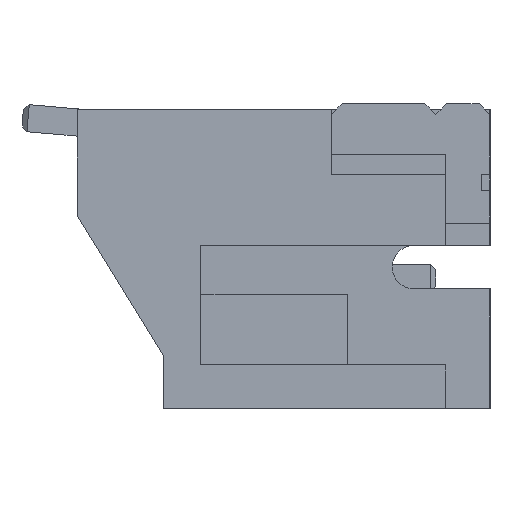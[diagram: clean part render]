
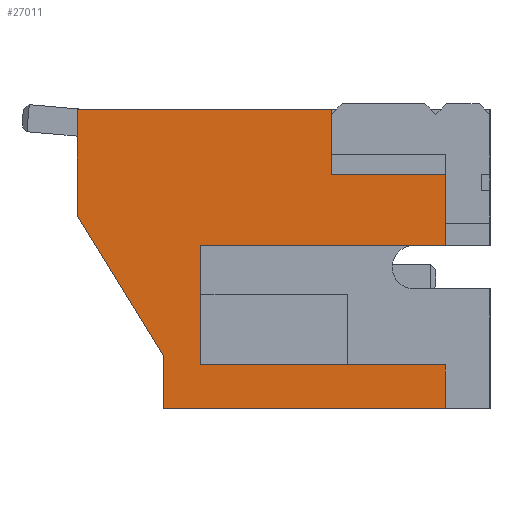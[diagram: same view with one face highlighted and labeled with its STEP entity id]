
A CAD part, left-side view. The second image highlights one B-rep face of the part: STEP entity #27011.
In plain terms, the highlighted planar face has unit normal (-1, 0, 0).
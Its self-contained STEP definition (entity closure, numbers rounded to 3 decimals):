
#16 = ORIENTED_EDGE ( 'NONE', *, *, #30346, .T. ) ;
#284 = CARTESIAN_POINT ( 'NONE',  ( -0.75, 4.81, 3.86 ) ) ;
#604 = VECTOR ( 'NONE', #7197, 1000. ) ;
#637 = CARTESIAN_POINT ( 'NONE',  ( -0.75, 5.61, 4.54 ) ) ;
#807 = LINE ( 'NONE', #637, #9248 ) ;
#1472 = ORIENTED_EDGE ( 'NONE', *, *, #32645, .T. ) ;
#2786 = LINE ( 'NONE', #8212, #8984 ) ;
#2992 = CARTESIAN_POINT ( 'NONE',  ( -0.75, 4.81, -0.64 ) ) ;
#3196 = LINE ( 'NONE', #13140, #30922 ) ;
#3389 = DIRECTION ( 'NONE',  ( 0., 0., -1. ) ) ;
#3688 = LINE ( 'NONE', #18626, #9139 ) ;
#4082 = DIRECTION ( 'NONE',  ( 0., 0., 1. ) ) ;
#4312 = EDGE_CURVE ( 'NONE', #24502, #6288, #21781, .T. ) ;
#4473 = ORIENTED_EDGE ( 'NONE', *, *, #13126, .T. ) ;
#4991 = VERTEX_POINT ( 'NONE', #29497 ) ;
#5035 = CARTESIAN_POINT ( 'NONE',  ( -0.75, 5.61, 4.54 ) ) ;
#5525 = VERTEX_POINT ( 'NONE', #30399 ) ;
#5537 = DIRECTION ( 'NONE',  ( 0., 0., 1. ) ) ;
#5661 = DIRECTION ( 'NONE',  ( 0., 1., 0. ) ) ;
#6124 = DIRECTION ( 'NONE',  ( 0., -1., 0. ) ) ;
#6288 = VERTEX_POINT ( 'NONE', #28076 ) ;
#6395 = VERTEX_POINT ( 'NONE', #30050 ) ;
#7153 = EDGE_CURVE ( 'NONE', #4991, #20834, #15873, .T. ) ;
#7197 = DIRECTION ( 'NONE',  ( 0., -1., 0. ) ) ;
#7608 = VECTOR ( 'NONE', #18799, 1000. ) ;
#8115 = PLANE ( 'NONE',  #13790 ) ;
#8212 = CARTESIAN_POINT ( 'NONE',  ( -0.75, 2.61, 3.86 ) ) ;
#8984 = VECTOR ( 'NONE', #23527, 1000. ) ;
#9139 = VECTOR ( 'NONE', #3389, 1000. ) ;
#9187 = VECTOR ( 'NONE', #4082, 1000. ) ;
#9248 = VECTOR ( 'NONE', #21033, 1000. ) ;
#9638 = ORIENTED_EDGE ( 'NONE', *, *, #13657, .T. ) ;
#9837 = ORIENTED_EDGE ( 'NONE', *, *, #7153, .T. ) ;
#9954 = LINE ( 'NONE', #2992, #15370 ) ;
#10415 = ORIENTED_EDGE ( 'NONE', *, *, #28566, .T. ) ;
#10863 = DIRECTION ( 'NONE',  ( 0., -1., 0. ) ) ;
#10946 = EDGE_LOOP ( 'NONE', ( #1472, #9837, #20455, #22404, #16, #10415, #9638, #20559, #14973, #4473, #10956, #25908 ) ) ;
#10956 = ORIENTED_EDGE ( 'NONE', *, *, #28274, .T. ) ;
#10988 = CARTESIAN_POINT ( 'NONE',  ( -0.75, 2.61, -0.64 ) ) ;
#11275 = EDGE_CURVE ( 'NONE', #19214, #19873, #25839, .T. ) ;
#11476 = CARTESIAN_POINT ( 'NONE',  ( -0.75, 0.11, 6.14 ) ) ;
#12234 = LINE ( 'NONE', #22546, #19097 ) ;
#13126 = EDGE_CURVE ( 'NONE', #19873, #6395, #3196, .T. ) ;
#13140 = CARTESIAN_POINT ( 'NONE',  ( -0.75, 2.06, 6.14 ) ) ;
#13657 = EDGE_CURVE ( 'NONE', #27647, #5525, #29154, .T. ) ;
#13790 = AXIS2_PLACEMENT_3D ( 'NONE', #29062, #31221, #6124 ) ;
#13869 = CARTESIAN_POINT ( 'NONE',  ( -0.75, 1.31, -0.64 ) ) ;
#13997 = VECTOR ( 'NONE', #10863, 1000. ) ;
#14413 = CARTESIAN_POINT ( 'NONE',  ( -0.75, 4.81, -0.64 ) ) ;
#14632 = DIRECTION ( 'NONE',  ( 0., 0., 1. ) ) ;
#14973 = ORIENTED_EDGE ( 'NONE', *, *, #11275, .T. ) ;
#15017 = LINE ( 'NONE', #27493, #604 ) ;
#15370 = VECTOR ( 'NONE', #14632, 1000. ) ;
#15398 = EDGE_CURVE ( 'NONE', #15637, #19095, #807, .T. ) ;
#15637 = VERTEX_POINT ( 'NONE', #29598 ) ;
#15675 = CARTESIAN_POINT ( 'NONE',  ( -0.75, 0.11, 4.54 ) ) ;
#15873 = LINE ( 'NONE', #18844, #13997 ) ;
#16108 = FACE_OUTER_BOUND ( 'NONE', #10946, .T. ) ;
#17636 = VECTOR ( 'NONE', #26940, 1000. ) ;
#17869 = DIRECTION ( 'NONE',  ( 0., 0.852, -0.524 ) ) ;
#18626 = CARTESIAN_POINT ( 'NONE',  ( -0.75, 5.61, -0.64 ) ) ;
#18799 = DIRECTION ( 'NONE',  ( 0., -1., 0. ) ) ;
#18844 = CARTESIAN_POINT ( 'NONE',  ( -0.75, 5.61, -0.64 ) ) ;
#19095 = VERTEX_POINT ( 'NONE', #5035 ) ;
#19097 = VECTOR ( 'NONE', #17869, 1000. ) ;
#19116 = EDGE_CURVE ( 'NONE', #5525, #19214, #25980, .T. ) ;
#19214 = VERTEX_POINT ( 'NONE', #28946 ) ;
#19873 = VERTEX_POINT ( 'NONE', #11476 ) ;
#20455 = ORIENTED_EDGE ( 'NONE', *, *, #27997, .T. ) ;
#20559 = ORIENTED_EDGE ( 'NONE', *, *, #19116, .T. ) ;
#20834 = VERTEX_POINT ( 'NONE', #14413 ) ;
#21033 = DIRECTION ( 'NONE',  ( 0., 1., 0. ) ) ;
#21781 = LINE ( 'NONE', #32087, #17636 ) ;
#22404 = ORIENTED_EDGE ( 'NONE', *, *, #4312, .T. ) ;
#22546 = CARTESIAN_POINT ( 'NONE',  ( -0.75, 4.66, 4.54 ) ) ;
#23527 = DIRECTION ( 'NONE',  ( 0., 0., -1. ) ) ;
#24502 = VERTEX_POINT ( 'NONE', #284 ) ;
#25839 = LINE ( 'NONE', #15675, #28585 ) ;
#25908 = ORIENTED_EDGE ( 'NONE', *, *, #15398, .T. ) ;
#25980 = LINE ( 'NONE', #26141, #7608 ) ;
#26141 = CARTESIAN_POINT ( 'NONE',  ( -0.75, 1.31, 1.46 ) ) ;
#26940 = DIRECTION ( 'NONE',  ( 0., -1., 0. ) ) ;
#27011 = ADVANCED_FACE ( 'NONE', ( #16108 ), #8115, .F. ) ;
#27493 = CARTESIAN_POINT ( 'NONE',  ( -0.75, 2.61, -0.64 ) ) ;
#27647 = VERTEX_POINT ( 'NONE', #27817 ) ;
#27817 = CARTESIAN_POINT ( 'NONE',  ( -0.75, 1.31, -0.64 ) ) ;
#27997 = EDGE_CURVE ( 'NONE', #20834, #24502, #9954, .T. ) ;
#28076 = CARTESIAN_POINT ( 'NONE',  ( -0.75, 2.61, 3.86 ) ) ;
#28274 = EDGE_CURVE ( 'NONE', #6395, #15637, #12234, .T. ) ;
#28566 = EDGE_CURVE ( 'NONE', #32710, #27647, #15017, .T. ) ;
#28585 = VECTOR ( 'NONE', #5537, 1000. ) ;
#28946 = CARTESIAN_POINT ( 'NONE',  ( -0.75, 0.11, 1.46 ) ) ;
#29062 = CARTESIAN_POINT ( 'NONE',  ( -0.75, 0.11, 4.54 ) ) ;
#29154 = LINE ( 'NONE', #13869, #9187 ) ;
#29497 = CARTESIAN_POINT ( 'NONE',  ( -0.75, 5.61, -0.64 ) ) ;
#29598 = CARTESIAN_POINT ( 'NONE',  ( -0.75, 4.66, 4.54 ) ) ;
#30050 = CARTESIAN_POINT ( 'NONE',  ( -0.75, 2.06, 6.14 ) ) ;
#30346 = EDGE_CURVE ( 'NONE', #6288, #32710, #2786, .T. ) ;
#30399 = CARTESIAN_POINT ( 'NONE',  ( -0.75, 1.31, 1.46 ) ) ;
#30922 = VECTOR ( 'NONE', #5661, 1000. ) ;
#31221 = DIRECTION ( 'NONE',  ( 1., 0., 0. ) ) ;
#32087 = CARTESIAN_POINT ( 'NONE',  ( -0.75, 4.81, 3.86 ) ) ;
#32645 = EDGE_CURVE ( 'NONE', #19095, #4991, #3688, .T. ) ;
#32710 = VERTEX_POINT ( 'NONE', #10988 ) ;
